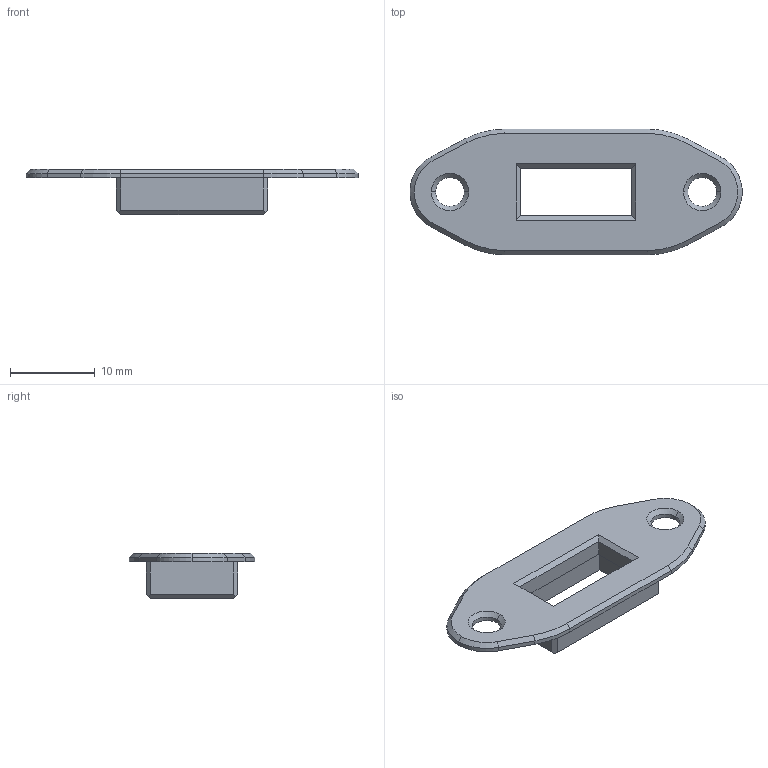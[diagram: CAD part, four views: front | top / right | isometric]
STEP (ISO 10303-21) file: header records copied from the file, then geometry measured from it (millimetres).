
FILE_DESCRIPTION (( 'STEP AP203' ), '1' );
FILE_NAME ('10376-usbPanelMountCutoutBorderTest-10.8x17.8-largeFlange-innerPocket.STEP', '2023-08-17T18:23:49', ( '' ), ( '' ), 'SwSTEP 2.0', 'SolidWorks 2022', '' );
FILE_SCHEMA (( 'CONFIG_CONTROL_DESIGN' ));
Length unit declared in the file: millimetre
Products named in the file (1): 10376-usbPanelMountCutoutBorderTest-10.8x17.8-largeFlange-innerPocket
Bounding box: 39.08 x 14.8 x 5.35 mm (x, y, z)
Volume: 803.7 mm3; surface area: 1316.6 mm2
Topology: 1 solids, 1 shells, 62 faces, 153 edges, 95 vertices
Faces by surface type: plane 40, cone 11, cylinder 11
Entity records: 1891 total; most frequent: DIRECTION 312, CARTESIAN_POINT 311, ORIENTED_EDGE 306, EDGE_CURVE 153, VECTOR 120, LINE 120, AXIS2_PLACEMENT_3D 96, VERTEX_POINT 95
